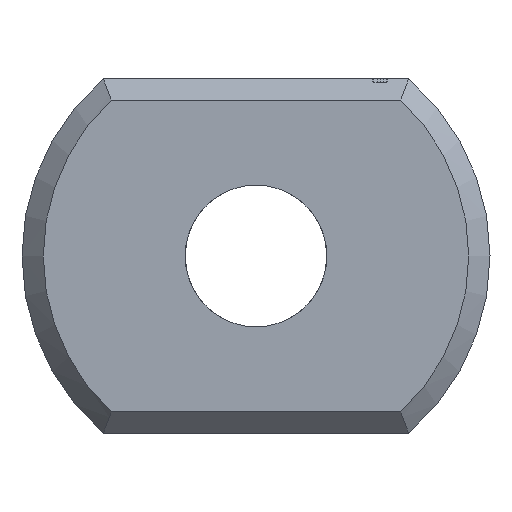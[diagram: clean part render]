
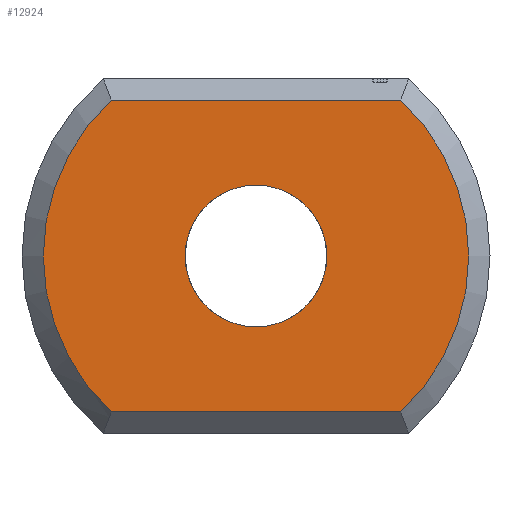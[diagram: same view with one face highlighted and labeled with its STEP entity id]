
A CAD part, left-side view. The second image highlights one B-rep face of the part: STEP entity #12924.
In plain terms, the highlighted planar face has unit normal (-1, 0, 0).
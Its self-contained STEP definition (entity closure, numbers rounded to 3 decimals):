
#298 = PLANE('',#299);
#299 = AXIS2_PLACEMENT_3D('',#300,#301,#302);
#300 = CARTESIAN_POINT('',(0.15,-2.154,-2.35));
#301 = DIRECTION('',(-0.707,0.,-0.707));
#302 = DIRECTION('',(0.,-1.,0.));
#725 = CONICAL_SURFACE('',#726,3.3,0.785);
#726 = AXIS2_PLACEMENT_3D('',#727,#728,#729);
#727 = CARTESIAN_POINT('',(0.3,0.,0.));
#728 = DIRECTION('',(1.,0.,0.));
#729 = DIRECTION('',(0.,0.653,-0.758));
#872 = CONICAL_SURFACE('',#873,3.3,0.785);
#873 = AXIS2_PLACEMENT_3D('',#874,#875,#876);
#874 = CARTESIAN_POINT('',(0.3,0.,0.));
#875 = DIRECTION('',(1.,0.,0.));
#876 = DIRECTION('',(0.,-0.653,0.758));
#909 = VERTEX_POINT('',#910);
#910 = CARTESIAN_POINT('',(0.,-2.04,-2.2));
#937 = VERTEX_POINT('',#938);
#938 = CARTESIAN_POINT('',(0.,2.04,-2.2));
#963 = EDGE_CURVE('',#909,#937,#964,.T.);
#964 = SURFACE_CURVE('',#965,(#969,#976),.PCURVE_S1.);
#965 = LINE('',#966,#967);
#966 = CARTESIAN_POINT('',(0.,-2.154,-2.2));
#967 = VECTOR('',#968,1.);
#968 = DIRECTION('',(0.,1.,0.));
#969 = PCURVE('',#298,#970);
#970 = DEFINITIONAL_REPRESENTATION('',(#971),#975);
#971 = LINE('',#972,#973);
#972 = CARTESIAN_POINT('',(0.,0.212));
#973 = VECTOR('',#974,1.);
#974 = DIRECTION('',(-1.,0.));
#975 = ( GEOMETRIC_REPRESENTATION_CONTEXT(2) 
PARAMETRIC_REPRESENTATION_CONTEXT() REPRESENTATION_CONTEXT('2D SPACE',''
  ) );
#976 = PCURVE('',#977,#982);
#977 = PLANE('',#978);
#978 = AXIS2_PLACEMENT_3D('',#979,#980,#981);
#979 = CARTESIAN_POINT('',(0.,0.,
    0.));
#980 = DIRECTION('',(1.,0.,0.));
#981 = DIRECTION('',(0.,0.,1.));
#982 = DEFINITIONAL_REPRESENTATION('',(#983),#987);
#983 = LINE('',#984,#985);
#984 = CARTESIAN_POINT('',(-2.2,2.154));
#985 = VECTOR('',#986,1.);
#986 = DIRECTION('',(0.,-1.));
#987 = ( GEOMETRIC_REPRESENTATION_CONTEXT(2) 
PARAMETRIC_REPRESENTATION_CONTEXT() REPRESENTATION_CONTEXT('2D SPACE',''
  ) );
#1826 = PLANE('',#1827);
#1827 = AXIS2_PLACEMENT_3D('',#1828,#1829,#1830);
#1828 = CARTESIAN_POINT('',(0.15,-2.154,2.35));
#1829 = DIRECTION('',(0.707,0.,-0.707
    ));
#1830 = DIRECTION('',(0.,-1.,0.));
#12711 = VERTEX_POINT('',#12712);
#12712 = CARTESIAN_POINT('',(0.,2.04,2.2));
#12737 = EDGE_CURVE('',#937,#12711,#12738,.T.);
#12738 = SURFACE_CURVE('',#12739,(#12744,#12751),.PCURVE_S1.);
#12739 = CIRCLE('',#12740,3.);
#12740 = AXIS2_PLACEMENT_3D('',#12741,#12742,#12743);
#12741 = CARTESIAN_POINT('',(0.,0.,
    0.));
#12742 = DIRECTION('',(1.,0.,0.));
#12743 = DIRECTION('',(0.,0.653,-0.758)
  );
#12744 = PCURVE('',#725,#12745);
#12745 = DEFINITIONAL_REPRESENTATION('',(#12746),#12750);
#12746 = LINE('',#12747,#12748);
#12747 = CARTESIAN_POINT('',(0.,-0.3));
#12748 = VECTOR('',#12749,1.);
#12749 = DIRECTION('',(1.,-0.));
#12750 = ( GEOMETRIC_REPRESENTATION_CONTEXT(2) 
PARAMETRIC_REPRESENTATION_CONTEXT() REPRESENTATION_CONTEXT('2D SPACE',''
  ) );
#12751 = PCURVE('',#977,#12752);
#12752 = DEFINITIONAL_REPRESENTATION('',(#12753),#12757);
#12753 = CIRCLE('',#12754,3.);
#12754 = AXIS2_PLACEMENT_2D('',#12755,#12756);
#12755 = CARTESIAN_POINT('',(0.,0.));
#12756 = DIRECTION('',(-0.758,-0.653));
#12757 = ( GEOMETRIC_REPRESENTATION_CONTEXT(2) 
PARAMETRIC_REPRESENTATION_CONTEXT() REPRESENTATION_CONTEXT('2D SPACE',''
  ) );
#12875 = VERTEX_POINT('',#12876);
#12876 = CARTESIAN_POINT('',(0.,-2.04,2.2));
#12903 = EDGE_CURVE('',#12875,#909,#12904,.T.);
#12904 = SURFACE_CURVE('',#12905,(#12910,#12917),.PCURVE_S1.);
#12905 = CIRCLE('',#12906,3.);
#12906 = AXIS2_PLACEMENT_3D('',#12907,#12908,#12909);
#12907 = CARTESIAN_POINT('',(0.,0.,
    0.));
#12908 = DIRECTION('',(1.,0.,0.));
#12909 = DIRECTION('',(0.,-0.653,0.758)
  );
#12910 = PCURVE('',#872,#12911);
#12911 = DEFINITIONAL_REPRESENTATION('',(#12912),#12916);
#12912 = LINE('',#12913,#12914);
#12913 = CARTESIAN_POINT('',(0.,-0.3));
#12914 = VECTOR('',#12915,1.);
#12915 = DIRECTION('',(1.,-0.));
#12916 = ( GEOMETRIC_REPRESENTATION_CONTEXT(2) 
PARAMETRIC_REPRESENTATION_CONTEXT() REPRESENTATION_CONTEXT('2D SPACE',''
  ) );
#12917 = PCURVE('',#977,#12918);
#12918 = DEFINITIONAL_REPRESENTATION('',(#12919),#12923);
#12919 = CIRCLE('',#12920,3.);
#12920 = AXIS2_PLACEMENT_2D('',#12921,#12922);
#12921 = CARTESIAN_POINT('',(0.,0.));
#12922 = DIRECTION('',(0.758,0.653));
#12923 = ( GEOMETRIC_REPRESENTATION_CONTEXT(2) 
PARAMETRIC_REPRESENTATION_CONTEXT() REPRESENTATION_CONTEXT('2D SPACE',''
  ) );
#12924 = ADVANCED_FACE('',(#12925,#12951),#977,.F.);
#12925 = FACE_BOUND('',#12926,.F.);
#12926 = EDGE_LOOP('',(#12927,#12928,#12949,#12950));
#12927 = ORIENTED_EDGE('',*,*,#12737,.T.);
#12928 = ORIENTED_EDGE('',*,*,#12929,.F.);
#12929 = EDGE_CURVE('',#12875,#12711,#12930,.T.);
#12930 = SURFACE_CURVE('',#12931,(#12935,#12942),.PCURVE_S1.);
#12931 = LINE('',#12932,#12933);
#12932 = CARTESIAN_POINT('',(0.,-2.154,2.2));
#12933 = VECTOR('',#12934,1.);
#12934 = DIRECTION('',(0.,1.,0.));
#12935 = PCURVE('',#977,#12936);
#12936 = DEFINITIONAL_REPRESENTATION('',(#12937),#12941);
#12937 = LINE('',#12938,#12939);
#12938 = CARTESIAN_POINT('',(2.2,2.154));
#12939 = VECTOR('',#12940,1.);
#12940 = DIRECTION('',(0.,-1.));
#12941 = ( GEOMETRIC_REPRESENTATION_CONTEXT(2) 
PARAMETRIC_REPRESENTATION_CONTEXT() REPRESENTATION_CONTEXT('2D SPACE',''
  ) );
#12942 = PCURVE('',#1826,#12943);
#12943 = DEFINITIONAL_REPRESENTATION('',(#12944),#12948);
#12944 = LINE('',#12945,#12946);
#12945 = CARTESIAN_POINT('',(0.,0.212));
#12946 = VECTOR('',#12947,1.);
#12947 = DIRECTION('',(-1.,0.));
#12948 = ( GEOMETRIC_REPRESENTATION_CONTEXT(2) 
PARAMETRIC_REPRESENTATION_CONTEXT() REPRESENTATION_CONTEXT('2D SPACE',''
  ) );
#12949 = ORIENTED_EDGE('',*,*,#12903,.T.);
#12950 = ORIENTED_EDGE('',*,*,#963,.T.);
#12951 = FACE_BOUND('',#12952,.T.);
#12952 = EDGE_LOOP('',(#12953));
#12953 = ORIENTED_EDGE('',*,*,#12954,.T.);
#12954 = EDGE_CURVE('',#12955,#12955,#12957,.T.);
#12955 = VERTEX_POINT('',#12956);
#12956 = CARTESIAN_POINT('',(0.,1.,0.));
#12957 = SURFACE_CURVE('',#12958,(#12963,#12970),.PCURVE_S1.);
#12958 = CIRCLE('',#12959,1.);
#12959 = AXIS2_PLACEMENT_3D('',#12960,#12961,#12962);
#12960 = CARTESIAN_POINT('',(0.,0.,0.));
#12961 = DIRECTION('',(1.,0.,0.));
#12962 = DIRECTION('',(0.,1.,0.));
#12963 = PCURVE('',#977,#12964);
#12964 = DEFINITIONAL_REPRESENTATION('',(#12965),#12969);
#12965 = CIRCLE('',#12966,1.);
#12966 = AXIS2_PLACEMENT_2D('',#12967,#12968);
#12967 = CARTESIAN_POINT('',(0.,0.));
#12968 = DIRECTION('',(0.,-1.));
#12969 = ( GEOMETRIC_REPRESENTATION_CONTEXT(2) 
PARAMETRIC_REPRESENTATION_CONTEXT() REPRESENTATION_CONTEXT('2D SPACE',''
  ) );
#12970 = PCURVE('',#12971,#12976);
#12971 = CYLINDRICAL_SURFACE('',#12972,1.);
#12972 = AXIS2_PLACEMENT_3D('',#12973,#12974,#12975);
#12973 = CARTESIAN_POINT('',(0.,0.,0.));
#12974 = DIRECTION('',(-1.,0.,0.));
#12975 = DIRECTION('',(0.,1.,0.));
#12976 = DEFINITIONAL_REPRESENTATION('',(#12977),#12981);
#12977 = LINE('',#12978,#12979);
#12978 = CARTESIAN_POINT('',(-0.,0.));
#12979 = VECTOR('',#12980,1.);
#12980 = DIRECTION('',(-1.,0.));
#12981 = ( GEOMETRIC_REPRESENTATION_CONTEXT(2) 
PARAMETRIC_REPRESENTATION_CONTEXT() REPRESENTATION_CONTEXT('2D SPACE',''
  ) );
